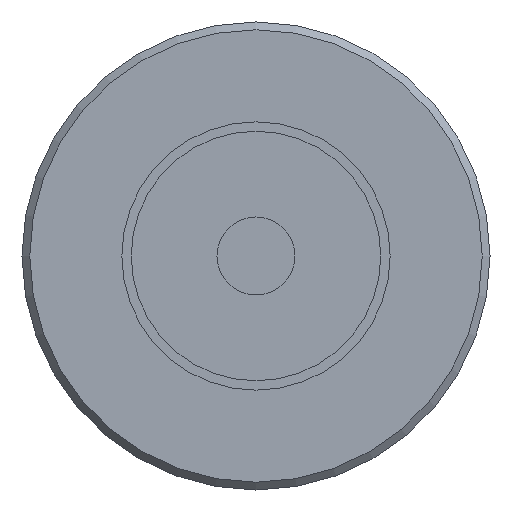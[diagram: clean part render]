
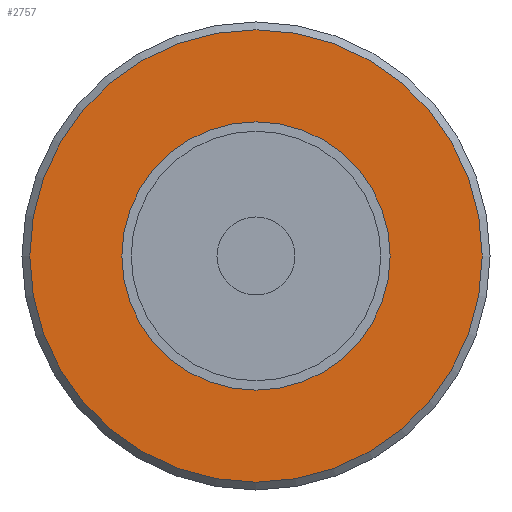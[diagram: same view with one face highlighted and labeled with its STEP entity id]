
A CAD part, front view. The second image highlights one B-rep face of the part: STEP entity #2757.
In plain terms, the highlighted planar face has unit normal (0, -1, 0).
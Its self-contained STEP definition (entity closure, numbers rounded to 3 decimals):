
#222=FACE_BOUND('',#516,.T.);
#250=PLANE('',#3030);
#332=FACE_OUTER_BOUND('',#515,.T.);
#515=EDGE_LOOP('',(#1905));
#516=EDGE_LOOP('',(#1906));
#901=CIRCLE('',#3005,8.6);
#918=CIRCLE('',#3031,14.5);
#1097=VERTEX_POINT('',#7381);
#1110=VERTEX_POINT('',#7424);
#1394=EDGE_CURVE('',#1097,#1097,#901,.T.);
#1414=EDGE_CURVE('',#1110,#1110,#918,.T.);
#1905=ORIENTED_EDGE('',*,*,#1414,.F.);
#1906=ORIENTED_EDGE('',*,*,#1394,.F.);
#2757=ADVANCED_FACE('',(#332,#222),#250,.T.);
#3005=AXIS2_PLACEMENT_3D('',#7383,#3470,#3471);
#3030=AXIS2_PLACEMENT_3D('',#7423,#3523,#3524);
#3031=AXIS2_PLACEMENT_3D('',#7425,#3525,#3526);
#3470=DIRECTION('center_axis',(0.,-1.,0.));
#3471=DIRECTION('ref_axis',(1.,0.,0.));
#3523=DIRECTION('center_axis',(0.,-1.,0.));
#3524=DIRECTION('ref_axis',(0.,0.,-1.));
#3525=DIRECTION('center_axis',(0.,1.,0.));
#3526=DIRECTION('ref_axis',(-1.,0.,0.));
#7381=CARTESIAN_POINT('',(-8.6,-20.,0.));
#7383=CARTESIAN_POINT('Origin',(0.,-20.,0.));
#7423=CARTESIAN_POINT('Origin',(8.6,-20.,0.));
#7424=CARTESIAN_POINT('',(14.5,-20.,0.));
#7425=CARTESIAN_POINT('Origin',(0.,-20.,0.));
